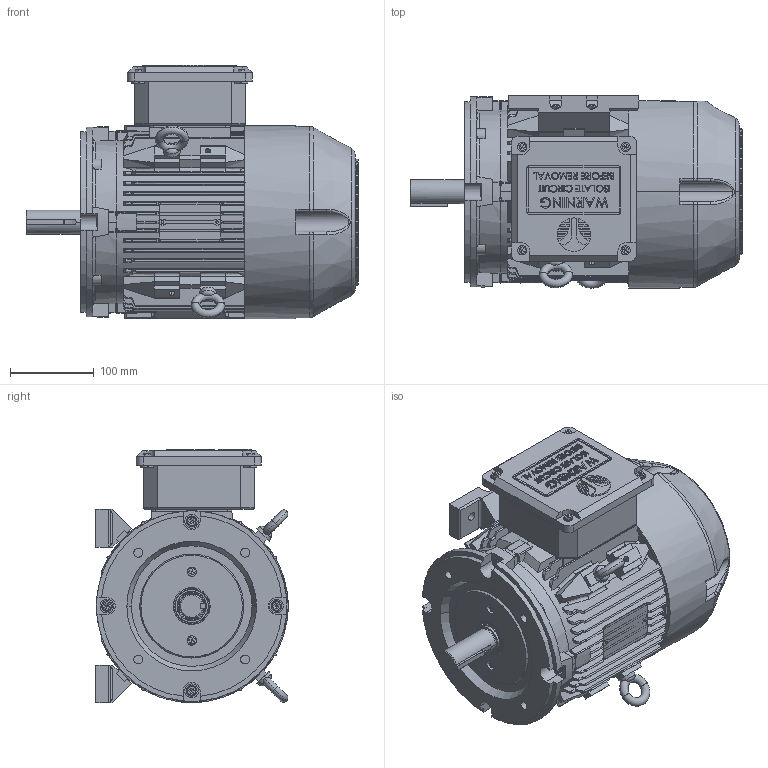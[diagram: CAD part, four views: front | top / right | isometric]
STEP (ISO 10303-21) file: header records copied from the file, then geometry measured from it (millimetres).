
FILE_DESCRIPTION (( 'STEP AP203' ), '1' );
FILE_NAME ('TFCR 182T Kitc Cｷｨﾀｼ ﾍ簟ﾎﾍｼ F1.STEP', '2017-03-15T02:41:34', ( 'ﾎ｢ﾈ橆ﾃｻｧ' ), ( 'ﾎ｢ﾈ晥ｫﾋｾ' ), 'SwSTEP 2.0', 'SolidWorks 2008', '' );
FILE_SCHEMA (( 'CONFIG_CONTROL_DESIGN' ));
Length unit declared in the file: millimetre
Products named in the file (23): TC 112 B3 端盖_默认; TC 100-112风叶_默认; NEMA 182T 底脚_默认; 油封30-44-7_默认; 新NEMA180T接线盒座_默认; NEMA 180-210接线盒盖垫_默认; ﾐﾂNEMA180-210Tｽﾓﾏﾟｺﾐｸﾇ_ﾄｬﾈﾏ; M5-8 a_默认; 112后端盖螺栓_默认; TFCR 182T Kitc C楊擘 俋倛芞 F1; 182T B5 机座_默认; 182T 转子_默认; 182T 转轴_默认; 6306_默认; NEMA 180T Kit C法兰_默认; TX 112铸铁风罩2_默认; 吊环M8_默认; 180T 平键_默认; TFC180T 装配体_默认; M5-8_默认; 180-210T接线盒座垫_默认; 8_默认; M8-30_默认
Assembly tree (46 placements, depth 3):
  TFCR 182T Kitc C楊擘 俋倛芞 F1
    8_默认  x8
    182T 转子_默认
      182T 转轴_默认
      6306_默认  x2
    吊环M8_默认  x2
    112后端盖螺栓_默认  x4
    油封30-44-7_默认
    M8-30_默认  x8
    182T B5 机座_默认
    NEMA 182T 底脚_默认  x2
    180T 平键_默认
    180-210T接线盒座垫_默认
    M5-8 a_默认  x2
    TX 112铸铁风罩2_默认
    TC 112 B3 端盖_默认
    NEMA 180T Kit C法兰_默认
    TC 100-112风叶_默认
    TFC180T 装配体_默认
      NEMA 180-210接线盒盖垫_默认
      ﾐﾂNEMA180-210Tｽﾓﾏﾟｺﾐｸﾇ_ﾄｬﾈﾏ
      M5-8_默认  x4
      新NEMA180T接线盒座_默认
Bounding box: 395.6 x 229.27 x 302.33 mm (x, y, z)
Volume: 3798737.6 mm3; surface area: 1290736.6 mm2
Topology: 44 solids, 44 shells, 3793 faces, 10043 edges, 6432 vertices
Faces by surface type: plane 1867, cylinder 1142, torus 265, cone 262, bspline 255, sphere 2
Entity records: 124329 total; most frequent: CARTESIAN_POINT 39693, ORIENTED_EDGE 17686, DIRECTION 16278, EDGE_CURVE 8843, AXIS2_PLACEMENT_3D 5733, VERTEX_POINT 5712, LINE 4812, VECTOR 4812
